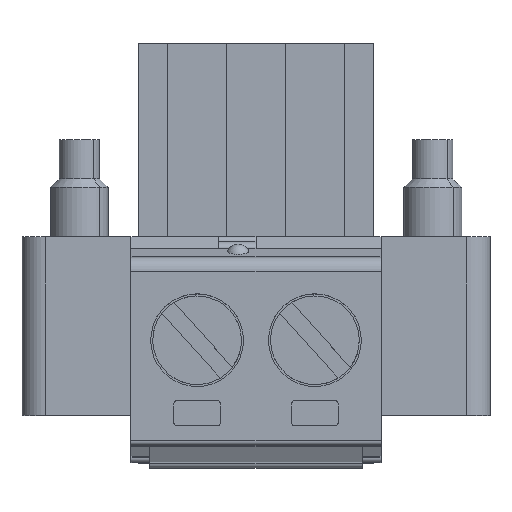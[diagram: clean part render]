
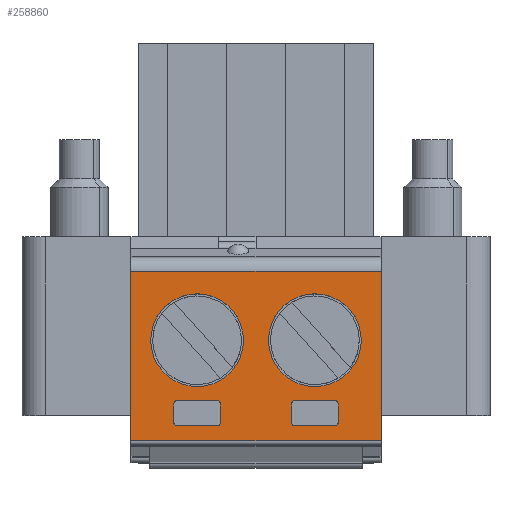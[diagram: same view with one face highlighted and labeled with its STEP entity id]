
A CAD part, top view. The second image highlights one B-rep face of the part: STEP entity #258860.
In plain terms, the highlighted face is planar.
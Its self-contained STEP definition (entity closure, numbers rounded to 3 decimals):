
#25240=CARTESIAN_POINT('',(-17.892,32.678,
53.56));
#25250=VERTEX_POINT('',#25240);
#25330=CARTESIAN_POINT('',(-18.042,32.678,
53.41));
#25340=VERTEX_POINT('',#25330);
#25370=CARTESIAN_POINT('',(-18.042,32.678,
53.56));
#25380=DIRECTION('',(0.,1.,0.));
#25390=DIRECTION('',(-1.,0.,0.));
#25400=AXIS2_PLACEMENT_3D('',#25370,#25380,#25390);
#25410=CIRCLE('',#25400,0.15);
#25420=EDGE_CURVE('',#25250,#25340,#25410,.T.);
#28510=CARTESIAN_POINT('',(-18.842,32.678,
53.41));
#28520=VERTEX_POINT('',#28510);
#28550=CARTESIAN_POINT('',(-26.697,32.678,
53.41));
#28560=DIRECTION('',(1.,0.,0.));
#28570=VECTOR('',#28560,1.);
#28580=LINE('',#28550,#28570);
#28590=EDGE_CURVE('',#28520,#25340,#28580,.T.);
#32700=CARTESIAN_POINT('',(-17.892,32.678,
55.26));
#32710=VERTEX_POINT('',#32700);
#32760=CARTESIAN_POINT('',(-17.892,32.678,
3.4));
#32770=DIRECTION('',(0.,0.,1.));
#32780=VECTOR('',#32770,1.);
#32790=LINE('',#32760,#32780);
#32800=EDGE_CURVE('',#25250,#32710,#32790,.T.);
#34420=CARTESIAN_POINT('',(-18.842,32.678,
50.33));
#34430=VERTEX_POINT('',#34420);
#34510=CARTESIAN_POINT('',(-18.042,32.678,
50.33));
#34520=VERTEX_POINT('',#34510);
#34550=CARTESIAN_POINT('',(-26.697,32.678,
50.33));
#34560=DIRECTION('',(-1.,0.,0.));
#34570=VECTOR('',#34560,1.);
#34580=LINE('',#34550,#34570);
#34590=EDGE_CURVE('',#34520,#34430,#34580,.T.);
#35660=CARTESIAN_POINT('',(-18.992,32.678,
55.26));
#35670=VERTEX_POINT('',#35660);
#35750=CARTESIAN_POINT('',(-18.842,32.678,
55.41));
#35760=VERTEX_POINT('',#35750);
#35790=CARTESIAN_POINT('',(-18.842,32.678,
55.26));
#35800=DIRECTION('',(0.,1.,0.));
#35810=DIRECTION('',(-1.,0.,0.));
#35820=AXIS2_PLACEMENT_3D('',#35790,#35800,#35810);
#35830=CIRCLE('',#35820,0.15);
#35840=EDGE_CURVE('',#35670,#35760,#35830,.T.);
#36050=CARTESIAN_POINT('',(-18.992,32.678,
53.56));
#36060=VERTEX_POINT('',#36050);
#36110=CARTESIAN_POINT('',(-18.992,32.678,
3.4));
#36120=DIRECTION('',(0.,0.,-1.));
#36130=VECTOR('',#36120,1.);
#36140=LINE('',#36110,#36130);
#36150=EDGE_CURVE('',#35670,#36060,#36140,.T.);
#39080=CARTESIAN_POINT('',(-18.042,32.678,
55.41));
#39090=VERTEX_POINT('',#39080);
#39140=CARTESIAN_POINT('',(-18.042,32.678,
55.26));
#39150=DIRECTION('',(0.,1.,0.));
#39160=DIRECTION('',(-1.,0.,0.));
#39170=AXIS2_PLACEMENT_3D('',#39140,#39150,#39160);
#39180=CIRCLE('',#39170,0.15);
#39190=EDGE_CURVE('',#39090,#32710,#39180,.T.);
#39680=CARTESIAN_POINT('',(-26.697,32.678,
55.41));
#39690=DIRECTION('',(-1.,0.,0.));
#39700=VECTOR('',#39690,1.);
#39710=LINE('',#39680,#39700);
#39720=EDGE_CURVE('',#39090,#35760,#39710,.T.);
#40220=CARTESIAN_POINT('',(-18.992,32.678,
48.48));
#40230=VERTEX_POINT('',#40220);
#40310=CARTESIAN_POINT('',(-18.992,32.678,
50.18));
#40320=VERTEX_POINT('',#40310);
#40350=CARTESIAN_POINT('',(-18.992,32.678,
23.72));
#40360=DIRECTION('',(0.,0.,-1.));
#40370=VECTOR('',#40360,1.);
#40380=LINE('',#40350,#40370);
#40390=EDGE_CURVE('',#40320,#40230,#40380,.T.);
#43780=CARTESIAN_POINT('',(-18.842,32.678,
50.18));
#43790=DIRECTION('',(0.,-1.,0.));
#43800=DIRECTION('',(-1.,0.,0.));
#43810=AXIS2_PLACEMENT_3D('',#43780,#43790,#43800);
#43820=CIRCLE('',#43810,0.15);
#43830=EDGE_CURVE('',#34430,#40320,#43820,.T.);
#46380=CARTESIAN_POINT('',(-17.892,32.678,
50.18));
#46390=VERTEX_POINT('',#46380);
#46420=CARTESIAN_POINT('',(-18.042,32.678,
50.18));
#46430=DIRECTION('',(0.,-1.,0.));
#46440=DIRECTION('',(-1.,0.,0.));
#46450=AXIS2_PLACEMENT_3D('',#46420,#46430,#46440);
#46460=CIRCLE('',#46450,0.15);
#46470=EDGE_CURVE('',#46390,#34520,#46460,.T.);
#48970=CARTESIAN_POINT('',(-17.892,32.678,
48.48));
#48980=VERTEX_POINT('',#48970);
#49010=CARTESIAN_POINT('',(-17.892,32.678,
23.72));
#49020=DIRECTION('',(0.,0.,1.));
#49030=VECTOR('',#49020,1.);
#49040=LINE('',#49010,#49030);
#49050=EDGE_CURVE('',#48980,#46390,#49040,.T.);
#49250=CARTESIAN_POINT('',(-18.842,32.678,
53.56));
#49260=DIRECTION('',(0.,1.,0.));
#49270=DIRECTION('',(-1.,0.,0.));
#49280=AXIS2_PLACEMENT_3D('',#49250,#49260,#49270);
#49290=CIRCLE('',#49280,0.15);
#49300=EDGE_CURVE('',#28520,#36060,#49290,.T.);
#53200=CARTESIAN_POINT('',(-24.57,32.678,
57.26));
#53210=VERTEX_POINT('',#53200);
#53240=CARTESIAN_POINT('',(-43.283,32.678,
57.26));
#53250=DIRECTION('',(1.,0.,0.));
#53260=VECTOR('',#53250,1.);
#53270=LINE('',#53240,#53260);
#53280=CARTESIAN_POINT('',(-17.246,32.678,
57.26));
#53290=VERTEX_POINT('',#53280);
#53300=EDGE_CURVE('',#53210,#53290,#53270,.T.);
#257660=CARTESIAN_POINT('',(-17.246,32.678,
97.635));
#257670=DIRECTION('',(0.,0.,1.));
#257680=VECTOR('',#257670,1.);
#257690=LINE('',#257660,#257680);
#257700=CARTESIAN_POINT('',(-17.246,32.678,
46.48));
#257710=VERTEX_POINT('',#257700);
#257720=EDGE_CURVE('',#257710,#53290,#257690,.T.);
#257920=CARTESIAN_POINT('',(-17.246,32.678,
44.04));
#257930=DIRECTION('',(-0.,1.,0.));
#257940=DIRECTION('',(1.,0.,0.));
#257950=AXIS2_PLACEMENT_3D('',#257920,#257930,#257940);
#257960=PLANE('',#257950);
#257970=CARTESIAN_POINT('',(-21.592,32.678,
54.41));
#257980=DIRECTION('',(0.,1.,0.));
#257990=DIRECTION('',(-1.,0.,0.));
#258000=AXIS2_PLACEMENT_3D('',#257970,#257980,#257990);
#258010=CIRCLE('',#258000,2.);
#258020=CARTESIAN_POINT('',(-19.592,32.678,
54.41));
#258030=VERTEX_POINT('',#258020);
#258040=CARTESIAN_POINT('',(-23.592,32.678,
54.41));
#258050=VERTEX_POINT('',#258040);
#258060=EDGE_CURVE('',#258030,#258050,#258010,.T.);
#258070=ORIENTED_EDGE('',*,*,#258060,.F.);
#258080=EDGE_CURVE('',#258050,#258030,#258010,.T.);
#258090=ORIENTED_EDGE('',*,*,#258080,.F.);
#258100=EDGE_LOOP('',(#258090,#258070));
#258110=FACE_BOUND('',#258100,.T.);
#258120=ORIENTED_EDGE('',*,*,#53300,.T.);
#258130=CARTESIAN_POINT('',(-24.57,32.678,
-6.76));
#258140=DIRECTION('',(0.,0.,-1.));
#258150=VECTOR('',#258140,1.);
#258160=LINE('',#258130,#258150);
#258170=CARTESIAN_POINT('',(-24.57,32.678,
46.48));
#258180=VERTEX_POINT('',#258170);
#258190=EDGE_CURVE('',#53210,#258180,#258160,.T.);
#258200=ORIENTED_EDGE('',*,*,#258190,.F.);
#258210=CARTESIAN_POINT('',(-43.283,32.678,
46.48));
#258220=DIRECTION('',(-1.,0.,0.));
#258230=VECTOR('',#258220,1.);
#258240=LINE('',#258210,#258230);
#258250=EDGE_CURVE('',#257710,#258180,#258240,.T.);
#258260=ORIENTED_EDGE('',*,*,#258250,.T.);
#258270=ORIENTED_EDGE('',*,*,#257720,.F.);
#258280=EDGE_LOOP('',(#258270,#258260,#258200,#258120));
#258290=FACE_OUTER_BOUND('',#258280,.T.);
#258300=ORIENTED_EDGE('',*,*,#35840,.F.);
#258310=ORIENTED_EDGE('',*,*,#39720,.T.);
#258320=ORIENTED_EDGE('',*,*,#39190,.F.);
#258330=ORIENTED_EDGE('',*,*,#32800,.T.);
#258340=ORIENTED_EDGE('',*,*,#25420,.F.);
#258350=ORIENTED_EDGE('',*,*,#28590,.T.);
#258360=ORIENTED_EDGE('',*,*,#49300,.F.);
#258370=ORIENTED_EDGE('',*,*,#36150,.T.);
#258380=EDGE_LOOP('',(#258370,#258360,#258350,#258340,#258330,#258320,
#258310,#258300));
#258390=FACE_BOUND('',#258380,.T.);
#258400=ORIENTED_EDGE('',*,*,#43830,.T.);
#258410=ORIENTED_EDGE('',*,*,#34590,.T.);
#258420=ORIENTED_EDGE('',*,*,#46470,.T.);
#258430=ORIENTED_EDGE('',*,*,#49050,.T.);
#258440=CARTESIAN_POINT('',(-18.042,32.678,
48.48));
#258450=DIRECTION('',(0.,-1.,0.));
#258460=DIRECTION('',(-1.,0.,0.));
#258470=AXIS2_PLACEMENT_3D('',#258440,#258450,#258460);
#258480=CIRCLE('',#258470,0.15);
#258490=CARTESIAN_POINT('',(-18.042,32.678,
48.33));
#258500=VERTEX_POINT('',#258490);
#258510=EDGE_CURVE('',#258500,#48980,#258480,.T.);
#258520=ORIENTED_EDGE('',*,*,#258510,.T.);
#258530=CARTESIAN_POINT('',(-26.697,32.678,
48.33));
#258540=DIRECTION('',(1.,0.,0.));
#258550=VECTOR('',#258540,1.);
#258560=LINE('',#258530,#258550);
#258570=CARTESIAN_POINT('',(-18.842,32.678,
48.33));
#258580=VERTEX_POINT('',#258570);
#258590=EDGE_CURVE('',#258580,#258500,#258560,.T.);
#258600=ORIENTED_EDGE('',*,*,#258590,.T.);
#258610=CARTESIAN_POINT('',(-18.842,32.678,
48.48));
#258620=DIRECTION('',(0.,-1.,0.));
#258630=DIRECTION('',(-1.,0.,0.));
#258640=AXIS2_PLACEMENT_3D('',#258610,#258620,#258630);
#258650=CIRCLE('',#258640,0.15);
#258660=EDGE_CURVE('',#40230,#258580,#258650,.T.);
#258670=ORIENTED_EDGE('',*,*,#258660,.T.);
#258680=ORIENTED_EDGE('',*,*,#40390,.T.);
#258690=EDGE_LOOP('',(#258680,#258670,#258600,#258520,#258430,#258420,
#258410,#258400));
#258700=FACE_BOUND('',#258690,.T.);
#258710=CARTESIAN_POINT('',(-21.592,32.678,
49.33));
#258720=DIRECTION('',(0.,-1.,0.));
#258730=DIRECTION('',(-1.,0.,0.));
#258740=AXIS2_PLACEMENT_3D('',#258710,#258720,#258730);
#258750=CIRCLE('',#258740,2.);
#258760=CARTESIAN_POINT('',(-23.592,32.678,
49.33));
#258770=VERTEX_POINT('',#258760);
#258780=CARTESIAN_POINT('',(-19.592,32.678,
49.33));
#258790=VERTEX_POINT('',#258780);
#258800=EDGE_CURVE('',#258770,#258790,#258750,.T.);
#258810=ORIENTED_EDGE('',*,*,#258800,.T.);
#258820=EDGE_CURVE('',#258790,#258770,#258750,.T.);
#258830=ORIENTED_EDGE('',*,*,#258820,.T.);
#258840=EDGE_LOOP('',(#258830,#258810));
#258850=FACE_BOUND('',#258840,.T.);
#258860=ADVANCED_FACE('',(#258110,#258290,#258390,#258700,#258850),
#257960,.T.);
